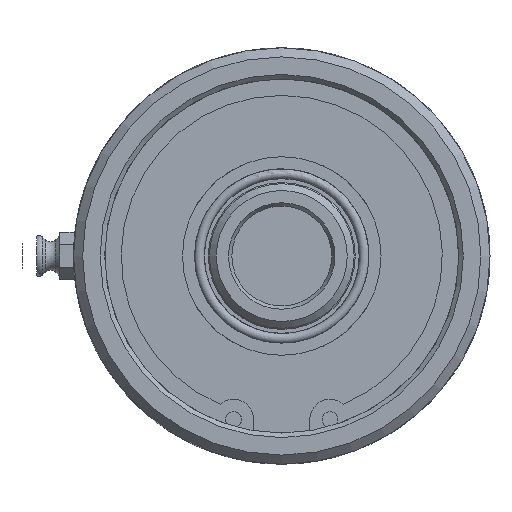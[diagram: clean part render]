
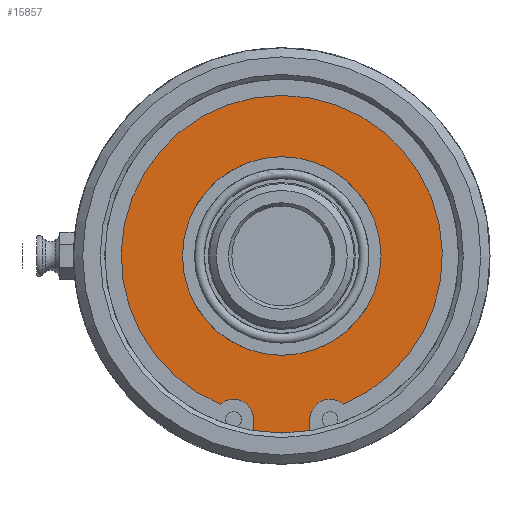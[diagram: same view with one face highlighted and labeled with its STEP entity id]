
A CAD part, left-side view. The second image highlights one B-rep face of the part: STEP entity #15857.
In plain terms, the highlighted planar face has unit normal (-1, 0, 0).
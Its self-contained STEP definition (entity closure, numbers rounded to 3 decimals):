
#253=FACE_BOUND('',#5383,.T.);
#2560=LINE('',#109967,#3446);
#2565=LINE('',#109981,#3451);
#3446=VECTOR('',#19066,10.);
#3451=VECTOR('',#19073,10.);
#4401=FACE_OUTER_BOUND('',#5382,.T.);
#5382=EDGE_LOOP('',(#13947,#13948,#13949,#13950,#13951,#13952));
#5383=EDGE_LOOP('',(#13953));
#5692=CIRCLE('',#16668,3.556);
#5694=CIRCLE('',#16671,28.142);
#5696=CIRCLE('',#16674,3.556);
#5702=CIRCLE('',#16685,33.45);
#5703=CIRCLE('',#16688,17.4);
#7214=VERTEX_POINT('',#109964);
#7215=VERTEX_POINT('',#109966);
#7219=VERTEX_POINT('',#109978);
#7220=VERTEX_POINT('',#109980);
#7221=VERTEX_POINT('',#109984);
#7223=VERTEX_POINT('',#109990);
#7225=VERTEX_POINT('',#110010);
#9480=EDGE_CURVE('',#7215,#7214,#2560,.T.);
#9486=EDGE_CURVE('',#7220,#7219,#2565,.T.);
#9488=EDGE_CURVE('',#7219,#7221,#5692,.T.);
#9491=EDGE_CURVE('',#7221,#7223,#5694,.T.);
#9494=EDGE_CURVE('',#7223,#7215,#5696,.T.);
#9500=EDGE_CURVE('',#7214,#7220,#5702,.T.);
#9501=EDGE_CURVE('',#7225,#7225,#5703,.T.);
#13947=ORIENTED_EDGE('',*,*,#9486,.T.);
#13948=ORIENTED_EDGE('',*,*,#9488,.T.);
#13949=ORIENTED_EDGE('',*,*,#9491,.T.);
#13950=ORIENTED_EDGE('',*,*,#9494,.T.);
#13951=ORIENTED_EDGE('',*,*,#9480,.T.);
#13952=ORIENTED_EDGE('',*,*,#9500,.T.);
#13953=ORIENTED_EDGE('',*,*,#9501,.T.);
#14799=PLANE('',#16687);
#15857=ADVANCED_FACE('',(#4401,#253),#14799,.F.);
#16668=AXIS2_PLACEMENT_3D('',#109985,#19077,#19078);
#16671=AXIS2_PLACEMENT_3D('',#109991,#19084,#19085);
#16674=AXIS2_PLACEMENT_3D('',#109996,#19091,#19092);
#16685=AXIS2_PLACEMENT_3D('',#110007,#19113,#19114);
#16687=AXIS2_PLACEMENT_3D('',#110009,#19117,#19118);
#16688=AXIS2_PLACEMENT_3D('',#110011,#19119,#19120);
#19066=DIRECTION('',(0.,0.,-1.));
#19073=DIRECTION('',(0.,0.,1.));
#19077=DIRECTION('center_axis',(1.,0.,0.));
#19078=DIRECTION('ref_axis',(0.,-0.657,0.754));
#19084=DIRECTION('center_axis',(-1.,0.,0.));
#19085=DIRECTION('ref_axis',(0.,0.384,0.924));
#19091=DIRECTION('center_axis',(1.,0.,0.));
#19092=DIRECTION('ref_axis',(0.,-1.,0.));
#19113=DIRECTION('center_axis',(-1.,0.,0.));
#19114=DIRECTION('ref_axis',(0.,1.,0.));
#19117=DIRECTION('center_axis',(1.,0.,0.));
#19118=DIRECTION('ref_axis',(0.,0.,-1.));
#19119=DIRECTION('center_axis',(1.,0.,0.));
#19120=DIRECTION('ref_axis',(0.,0.,
1.));
#109964=CARTESIAN_POINT('',(6.08,4.902,-33.089));
#109966=CARTESIAN_POINT('',(6.08,4.902,-28.672));
#109967=CARTESIAN_POINT('',(6.08,4.902,-16.544));
#109978=CARTESIAN_POINT('',(6.08,-4.902,-28.672));
#109980=CARTESIAN_POINT('',(6.08,-4.902,-33.089));
#109981=CARTESIAN_POINT('',(6.08,-4.902,-14.336));
#109984=CARTESIAN_POINT('',(6.08,-10.793,-25.99));
#109985=CARTESIAN_POINT('Origin',(6.08,-8.458,-28.672));
#109990=CARTESIAN_POINT('',(6.08,10.793,-25.99));
#109991=CARTESIAN_POINT('Origin',(6.08,0.,0.));
#109996=CARTESIAN_POINT('Origin',(6.08,8.458,-28.672));
#110007=CARTESIAN_POINT('Origin',(6.08,0.,0.));
#110009=CARTESIAN_POINT('Origin',(6.08,16.725,0.));
#110010=CARTESIAN_POINT('',(6.08,0.,-17.4));
#110011=CARTESIAN_POINT('Origin',(6.08,0.,
0.));
